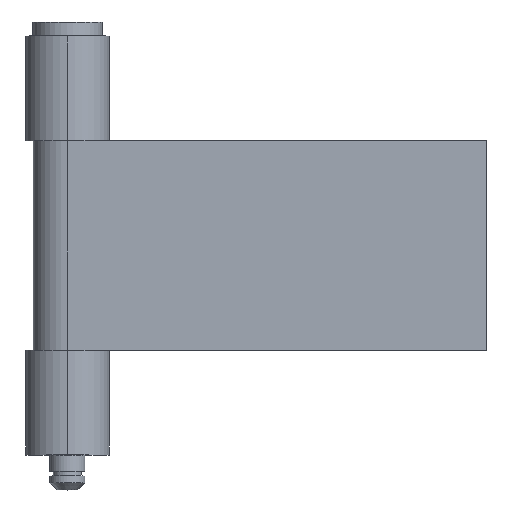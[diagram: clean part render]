
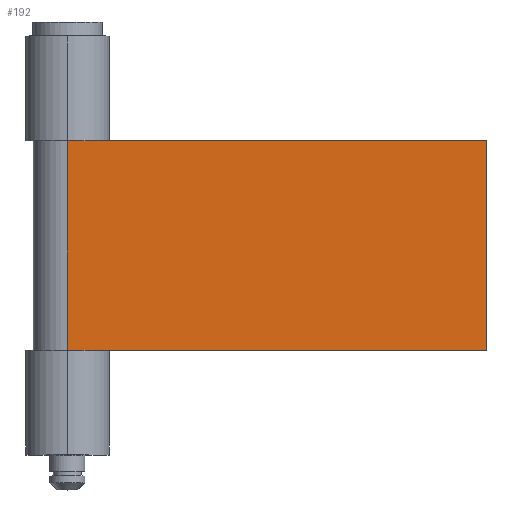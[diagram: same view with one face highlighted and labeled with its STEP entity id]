
A CAD part, top view. The second image highlights one B-rep face of the part: STEP entity #192.
In plain terms, the highlighted planar face has unit normal (0, 0, 1).
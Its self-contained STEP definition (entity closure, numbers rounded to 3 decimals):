
#168 = EDGE_CURVE ( 'NONE', #253, #169, #624, .T. ) ;
#169 = VERTEX_POINT ( 'NONE', #620 ) ;
#189 = VERTEX_POINT ( 'NONE', #646 ) ;
#191 = EDGE_CURVE ( 'NONE', #250, #189, #645, .T. ) ;
#192 = ADVANCED_FACE ( 'NONE', ( #641 ), #639, .F. ) ;
#193 = ORIENTED_EDGE ( 'NONE', *, *, #191, .T. ) ;
#194 = ORIENTED_EDGE ( 'NONE', *, *, #195, .F. ) ;
#195 = EDGE_CURVE ( 'NONE', #169, #189, #640, .T. ) ;
#196 = ORIENTED_EDGE ( 'NONE', *, *, #168, .F. ) ;
#197 = ORIENTED_EDGE ( 'NONE', *, *, #213, .T. ) ;
#213 = EDGE_CURVE ( 'NONE', #253, #250, #678, .T. ) ;
#240 = EDGE_LOOP ( 'NONE', ( #193, #194, #196, #197 ) ) ;
#250 = VERTEX_POINT ( 'NONE', #761 ) ;
#253 = VERTEX_POINT ( 'NONE', #760 ) ;
#620 = CARTESIAN_POINT ( 'NONE',  ( 60., 30., 4.9 ) ) ;
#621 = DIRECTION ( 'NONE',  ( 1., 0., 0. ) ) ;
#622 = VECTOR ( 'NONE', #621, 1000. ) ;
#623 = CARTESIAN_POINT ( 'NONE',  ( 0., 30., 4.9 ) ) ;
#624 = LINE ( 'NONE', #623, #622 ) ;
#638 = AXIS2_PLACEMENT_3D ( 'NONE', #705, #704, #703 ) ;
#639 = PLANE ( 'NONE',  #638 ) ;
#640 = LINE ( 'NONE', #702, #701 ) ;
#641 = FACE_OUTER_BOUND ( 'NONE', #240, .T. ) ;
#642 = DIRECTION ( 'NONE',  ( 1., 0., 0. ) ) ;
#643 = VECTOR ( 'NONE', #642, 1000. ) ;
#644 = CARTESIAN_POINT ( 'NONE',  ( 0., 0., 4.9 ) ) ;
#645 = LINE ( 'NONE', #644, #643 ) ;
#646 = CARTESIAN_POINT ( 'NONE',  ( 60., 0., 4.9 ) ) ;
#675 = DIRECTION ( 'NONE',  ( 0., -1., 0. ) ) ;
#676 = VECTOR ( 'NONE', #675, 1000. ) ;
#677 = CARTESIAN_POINT ( 'NONE',  ( 0., 30., 4.9 ) ) ;
#678 = LINE ( 'NONE', #677, #676 ) ;
#700 = DIRECTION ( 'NONE',  ( 0., -1., 0. ) ) ;
#701 = VECTOR ( 'NONE', #700, 1000. ) ;
#702 = CARTESIAN_POINT ( 'NONE',  ( 60., 30., 4.9 ) ) ;
#703 = DIRECTION ( 'NONE',  ( -1., 0., 0. ) ) ;
#704 = DIRECTION ( 'NONE',  ( 0., 0., -1. ) ) ;
#705 = CARTESIAN_POINT ( 'NONE',  ( 0., 30., 4.9 ) ) ;
#760 = CARTESIAN_POINT ( 'NONE',  ( 0., 30., 4.9 ) ) ;
#761 = CARTESIAN_POINT ( 'NONE',  ( 0., 0., 4.9 ) ) ;
